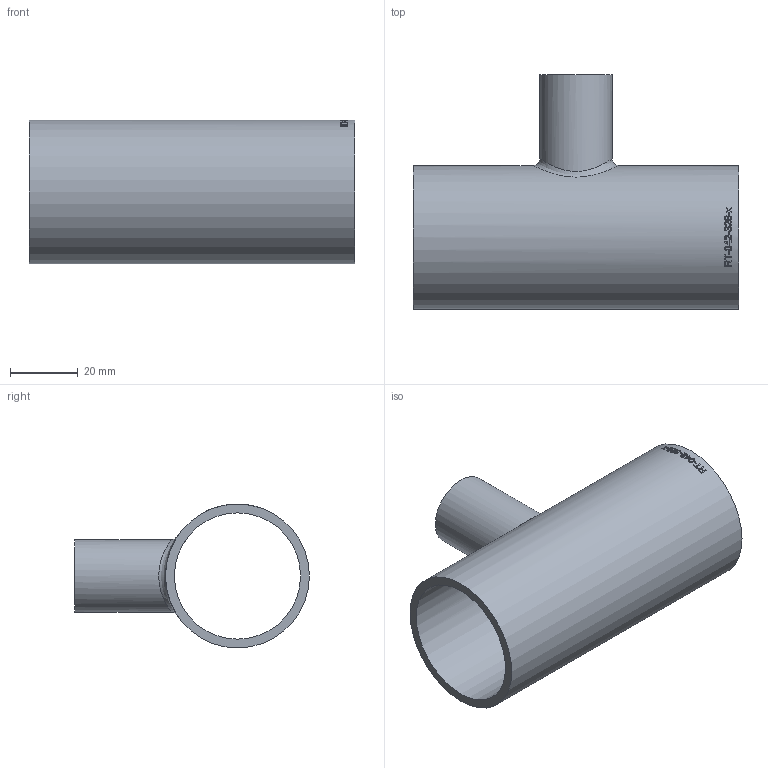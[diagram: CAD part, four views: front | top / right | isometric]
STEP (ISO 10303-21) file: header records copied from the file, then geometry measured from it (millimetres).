
FILE_DESCRIPTION (( 'STEP AP214' ), '1' );
FILE_NAME ('RT-042-326-x T-Stück Ø42,4x2,6-Ø21,3x2,3 BL96 1910.STEP', '2019-10-23T07:54:22', ( '' ), ( '' ), 'SwSTEP 2.0', 'SolidWorks 2016', '' );
FILE_SCHEMA (( 'AUTOMOTIVE_DESIGN' ));
Length unit declared in the file: millimetre
Products named in the file (1): RT-042-326-x T-Stück Ø42,4x2,6-Ø21,3x2,3 BL96 1910
Bounding box: 96 x 69.2 x 42.4 mm (x, y, z)
Volume: 34465.3 mm3; surface area: 27628.5 mm2
Topology: 1 solids, 1 shells, 164 faces, 436 edges, 290 vertices
Faces by surface type: bspline 88, plane 54, cylinder 22
Full cylindrical faces by diameter (mm): 16.7 x1, 21.3 x1, 37.2 x1, 42.4 x1
Entity records: 15247 total; most frequent: CARTESIAN_POINT 10315, ORIENTED_EDGE 842, EDGE_CURVE 421, DIRECTION 364, VERTEX_POINT 284, B_SPLINE_CURVE_WITH_KNOTS 273, EDGE_LOOP 189, FACE_OUTER_BOUND 168
